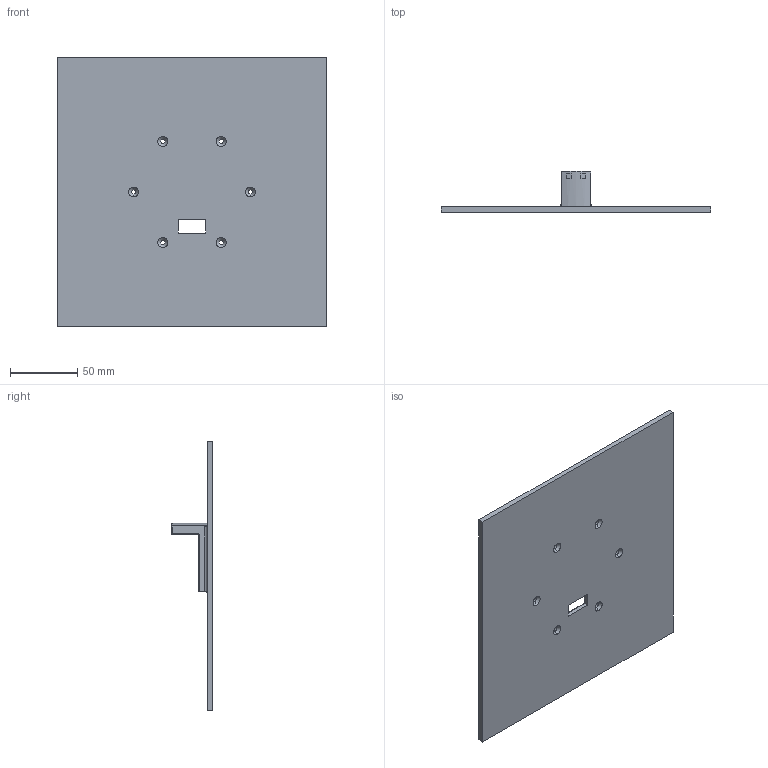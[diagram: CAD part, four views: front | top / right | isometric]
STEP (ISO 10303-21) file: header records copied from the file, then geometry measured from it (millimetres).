
FILE_DESCRIPTION (( 'STEP AP214' ), '1' );
FILE_NAME ('base.STEP', '2024-05-21T15:33:15', ( '' ), ( '' ), 'SwSTEP 2.0', 'SolidWorks 2023', '' );
FILE_SCHEMA (( 'AUTOMOTIVE_DESIGN' ));
Length unit declared in the file: millimetre
Products named in the file (1): base
Bounding box: 200 x 30.5 x 200 mm (x, y, z)
Volume: 163717 mm3; surface area: 86167.6 mm2
Topology: 1 solids, 1 shells, 125 faces, 304 edges, 185 vertices
Faces by surface type: plane 56, cylinder 45, cone 12, torus 6, sphere 4, bspline 2
Entity records: 3797 total; most frequent: CARTESIAN_POINT 819, DIRECTION 625, ORIENTED_EDGE 600, EDGE_CURVE 300, AXIS2_PLACEMENT_3D 217, VECTOR 191, LINE 191, VERTEX_POINT 185
